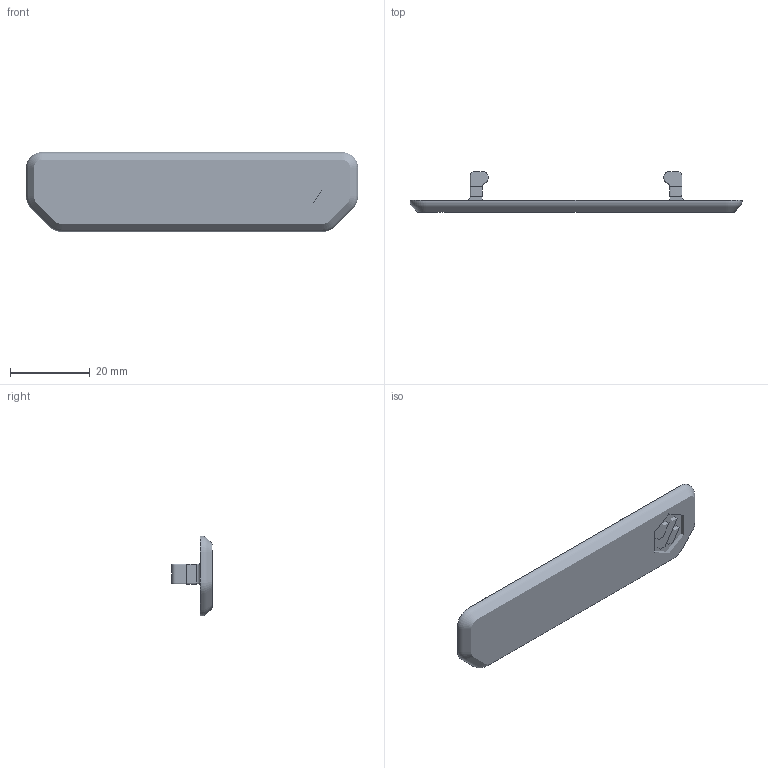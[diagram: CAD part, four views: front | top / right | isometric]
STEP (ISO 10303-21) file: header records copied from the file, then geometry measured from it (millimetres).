
FILE_DESCRIPTION(/* description */ ('STEP AP242','CAx-IF Rec.Pracs.---Representation and Presentation of Product Manufacturing Information (PMI)---4.0---2014-10-13','CAx-IF Rec.Pracs.---3D Tessellated Geometry---0.4---2014-09-14','2;1'),/* implementation_level */ '2;1');
FILE_NAME(/* name */ 'Serial_Plate_Voron0.2_Logo - Part 2',/* time_stamp */ '2023-04-09T19:40:31+00:00',/* author */ (''),/* organization */ (''),/* preprocessor_version */ 'ST-DEVELOPER v18.102',/* originating_system */ ' ',/* authorisation */ ' ');
FILE_SCHEMA (('AP242_MANAGED_MODEL_BASED_3D_ENGINEERING_MIM_LF { 1 0 10303 442 1 1 4 }'));
Length unit declared in the file: metre
Products named in the file (1): Part 2
Bounding box: 83.23 x 10.2 x 20 mm (x, y, z)
Surface area: 4202.9 mm2 (no closed solid volume)
Topology: 0 solids, 8 shells, 18 faces, 47 edges, 33 vertices
Faces by surface type: plane 11, other 5, bspline 2
Entity records: 1988 total; most frequent: CARTESIAN_POINT 1513, ORIENTED_EDGE 57, EDGE_CURVE 45, DIRECTION 36, VERTEX_POINT 33, B_SPLINE_CURVE_WITH_KNOTS 33, EDGE_LOOP 15, FACE_BOUND 15
